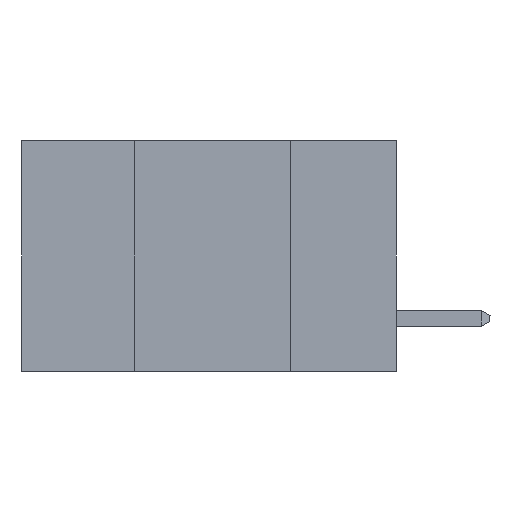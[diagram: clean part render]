
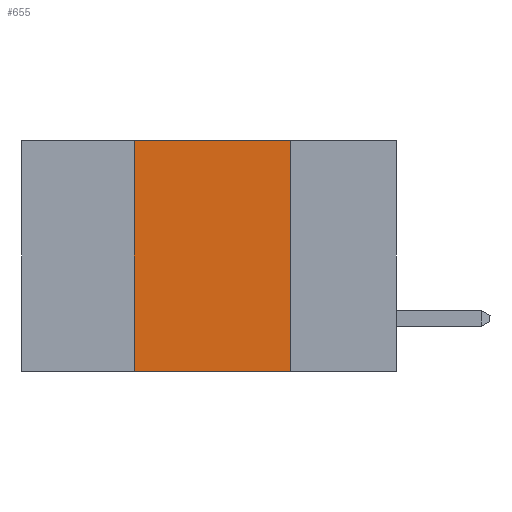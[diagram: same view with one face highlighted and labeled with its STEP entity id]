
A CAD part, left-side view. The second image highlights one B-rep face of the part: STEP entity #655.
In plain terms, the highlighted planar face has unit normal (-1, 0, 0).
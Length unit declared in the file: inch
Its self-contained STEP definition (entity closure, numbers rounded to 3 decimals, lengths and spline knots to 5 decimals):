
#166 = LINE ( 'NONE', #2468, #1990 ) ;
#277 = LINE ( 'NONE', #3077, #7077 ) ;
#292 = DIRECTION ( 'NONE',  ( 0., -1., 0. ) ) ;
#655 = ADVANCED_FACE ( 'NONE', ( #5578 ), #8049, .F. ) ;
#769 = LINE ( 'NONE', #1073, #979 ) ;
#979 = VECTOR ( 'NONE', #1057, 39.37008 ) ;
#1057 = DIRECTION ( 'NONE',  ( 0., -1., 0. ) ) ;
#1073 = CARTESIAN_POINT ( 'NONE',  ( 0., 0.6, -0.37 ) ) ;
#1106 = DIRECTION ( 'NONE',  ( 0., 0., -1. ) ) ;
#1178 = CARTESIAN_POINT ( 'NONE',  ( 0., 0.42, 0. ) ) ;
#1438 = EDGE_CURVE ( 'NONE', #5772, #5747, #6324, .T. ) ;
#1547 = DIRECTION ( 'NONE',  ( 0., 0., -1. ) ) ;
#1561 = DIRECTION ( 'NONE',  ( 1., 0., 0. ) ) ;
#1923 = ORIENTED_EDGE ( 'NONE', *, *, #3260, .F. ) ;
#1990 = VECTOR ( 'NONE', #8160, 39.37008 ) ;
#2016 = ORIENTED_EDGE ( 'NONE', *, *, #7393, .F. ) ;
#2101 = EDGE_CURVE ( 'NONE', #3480, #7632, #769, .T. ) ;
#2257 = CARTESIAN_POINT ( 'NONE',  ( 0., 0.6, 0. ) ) ;
#2468 = CARTESIAN_POINT ( 'NONE',  ( 0., 0.42, -0.37 ) ) ;
#2507 = CARTESIAN_POINT ( 'NONE',  ( 0., 0.42, -0.37 ) ) ;
#2814 = CARTESIAN_POINT ( 'NONE',  ( 0., 0.6, 0. ) ) ;
#3077 = CARTESIAN_POINT ( 'NONE',  ( 0., 0.17, -0.37 ) ) ;
#3260 = EDGE_CURVE ( 'NONE', #3480, #5772, #166, .T. ) ;
#3480 = VERTEX_POINT ( 'NONE', #2507 ) ;
#3574 = ORIENTED_EDGE ( 'NONE', *, *, #1438, .F. ) ;
#4403 = EDGE_LOOP ( 'NONE', ( #2016, #3574, #1923, #4955 ) ) ;
#4955 = ORIENTED_EDGE ( 'NONE', *, *, #2101, .T. ) ;
#5578 = FACE_OUTER_BOUND ( 'NONE', #4403, .T. ) ;
#5747 = VERTEX_POINT ( 'NONE', #7084 ) ;
#5772 = VERTEX_POINT ( 'NONE', #1178 ) ;
#6324 = LINE ( 'NONE', #2814, #8226 ) ;
#7077 = VECTOR ( 'NONE', #1106, 39.37008 ) ;
#7084 = CARTESIAN_POINT ( 'NONE',  ( 0., 0.17, 0. ) ) ;
#7263 = AXIS2_PLACEMENT_3D ( 'NONE', #2257, #1561, #1547 ) ;
#7393 = EDGE_CURVE ( 'NONE', #5747, #7632, #277, .T. ) ;
#7632 = VERTEX_POINT ( 'NONE', #7809 ) ;
#7809 = CARTESIAN_POINT ( 'NONE',  ( 0., 0.17, -0.37 ) ) ;
#8049 = PLANE ( 'NONE',  #7263 ) ;
#8160 = DIRECTION ( 'NONE',  ( 0., 0., 1. ) ) ;
#8226 = VECTOR ( 'NONE', #292, 39.37008 ) ;
